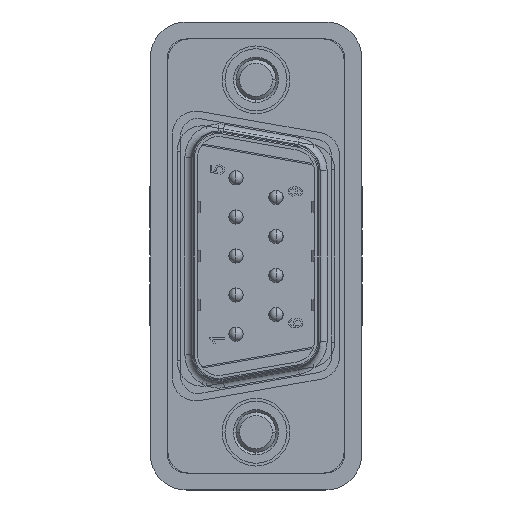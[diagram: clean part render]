
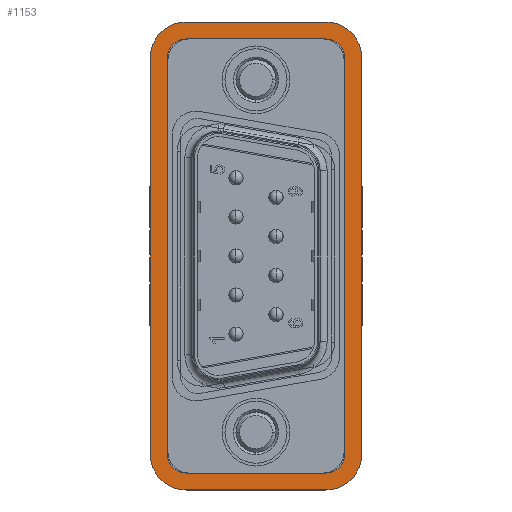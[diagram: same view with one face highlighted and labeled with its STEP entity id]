
A CAD part, left-side view. The second image highlights one B-rep face of the part: STEP entity #1153.
In plain terms, the highlighted face is planar.
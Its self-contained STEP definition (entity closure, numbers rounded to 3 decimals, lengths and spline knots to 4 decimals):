
#1153 = ADVANCED_FACE ( 'NONE', ( #13322, #13325 ), #54610, .F. ) ;
#13322 = FACE_BOUND ( 'NONE', #22739, .T. ) ;
#13325 = FACE_OUTER_BOUND ( 'NONE', #22722, .T. ) ;
#19513 = AXIS2_PLACEMENT_3D ( 'NONE', #54602, #54620, #54622 ) ;
#19907 = AXIS2_PLACEMENT_3D ( 'NONE', #61741, #61744, #61747 ) ;
#19908 = AXIS2_PLACEMENT_3D ( 'NONE', #61759, #61762, #61765 ) ;
#19909 = AXIS2_PLACEMENT_3D ( 'NONE', #61778, #61780, #61782 ) ;
#19910 = AXIS2_PLACEMENT_3D ( 'NONE', #61796, #61799, #61801 ) ;
#19911 = AXIS2_PLACEMENT_3D ( 'NONE', #61812, #61814, #61816 ) ;
#19912 = AXIS2_PLACEMENT_3D ( 'NONE', #61821, #61824, #61827 ) ;
#19913 = AXIS2_PLACEMENT_3D ( 'NONE', #61835, #61837, #61840 ) ;
#19914 = AXIS2_PLACEMENT_3D ( 'NONE', #61849, #61851, #61853 ) ;
#22722 = EDGE_LOOP ( 'NONE', ( #32157, #32160, #32162, #32164, #32166, #32168, #32170, #32173 ) ) ;
#22739 = EDGE_LOOP ( 'NONE', ( #32140, #32142, #32144, #32147, #32149, #32151, #32153, #32155 ) ) ;
#24536 = EDGE_CURVE ( 'NONE', #42825, #42942, #70000, .T. ) ;
#24561 = EDGE_CURVE ( 'NONE', #30123, #42937, #70099, .T. ) ;
#24600 = EDGE_CURVE ( 'NONE', #42894, #42916, #70229, .T. ) ;
#24603 = EDGE_CURVE ( 'NONE', #42918, #42914, #70243, .T. ) ;
#24604 = EDGE_CURVE ( 'NONE', #42926, #42918, #70206, .T. ) ;
#24605 = EDGE_CURVE ( 'NONE', #42913, #42926, #70249, .T. ) ;
#24606 = EDGE_CURVE ( 'NONE', #42915, #42913, #70254, .T. ) ;
#24607 = EDGE_CURVE ( 'NONE', #42922, #42915, #70257, .T. ) ;
#24608 = EDGE_CURVE ( 'NONE', #42912, #42922, #70261, .T. ) ;
#24609 = EDGE_CURVE ( 'NONE', #42911, #42912, #70265, .T. ) ;
#24610 = EDGE_CURVE ( 'NONE', #42914, #42911, #70270, .T. ) ;
#24611 = EDGE_CURVE ( 'NONE', #42910, #42906, #70273, .T. ) ;
#24612 = EDGE_CURVE ( 'NONE', #42910, #42942, #70277, .T. ) ;
#24613 = EDGE_CURVE ( 'NONE', #42825, #42894, #70286, .T. ) ;
#24614 = EDGE_CURVE ( 'NONE', #42916, #30123, #70289, .T. ) ;
#24615 = EDGE_CURVE ( 'NONE', #42937, #42906, #70291, .T. ) ;
#30123 = VERTEX_POINT ( 'NONE', #76794 ) ;
#32140 = ORIENTED_EDGE ( 'NONE', *, *, #24603, .F. ) ;
#32142 = ORIENTED_EDGE ( 'NONE', *, *, #24604, .F. ) ;
#32144 = ORIENTED_EDGE ( 'NONE', *, *, #24605, .F. ) ;
#32147 = ORIENTED_EDGE ( 'NONE', *, *, #24606, .F. ) ;
#32149 = ORIENTED_EDGE ( 'NONE', *, *, #24607, .F. ) ;
#32151 = ORIENTED_EDGE ( 'NONE', *, *, #24608, .F. ) ;
#32153 = ORIENTED_EDGE ( 'NONE', *, *, #24609, .F. ) ;
#32155 = ORIENTED_EDGE ( 'NONE', *, *, #24610, .F. ) ;
#32157 = ORIENTED_EDGE ( 'NONE', *, *, #24611, .F. ) ;
#32160 = ORIENTED_EDGE ( 'NONE', *, *, #24612, .T. ) ;
#32162 = ORIENTED_EDGE ( 'NONE', *, *, #24536, .F. ) ;
#32164 = ORIENTED_EDGE ( 'NONE', *, *, #24613, .T. ) ;
#32166 = ORIENTED_EDGE ( 'NONE', *, *, #24600, .T. ) ;
#32168 = ORIENTED_EDGE ( 'NONE', *, *, #24614, .T. ) ;
#32170 = ORIENTED_EDGE ( 'NONE', *, *, #24561, .T. ) ;
#32173 = ORIENTED_EDGE ( 'NONE', *, *, #24615, .T. ) ;
#42825 = VERTEX_POINT ( 'NONE', #68365 ) ;
#42894 = VERTEX_POINT ( 'NONE', #68434 ) ;
#42906 = VERTEX_POINT ( 'NONE', #68446 ) ;
#42910 = VERTEX_POINT ( 'NONE', #68450 ) ;
#42911 = VERTEX_POINT ( 'NONE', #68451 ) ;
#42912 = VERTEX_POINT ( 'NONE', #68452 ) ;
#42913 = VERTEX_POINT ( 'NONE', #68453 ) ;
#42914 = VERTEX_POINT ( 'NONE', #68454 ) ;
#42915 = VERTEX_POINT ( 'NONE', #68455 ) ;
#42916 = VERTEX_POINT ( 'NONE', #68456 ) ;
#42918 = VERTEX_POINT ( 'NONE', #68458 ) ;
#42922 = VERTEX_POINT ( 'NONE', #68462 ) ;
#42926 = VERTEX_POINT ( 'NONE', #68466 ) ;
#42937 = VERTEX_POINT ( 'NONE', #68478 ) ;
#42942 = VERTEX_POINT ( 'NONE', #68487 ) ;
#54602 = CARTESIAN_POINT ( 'NONE',  ( 0.6535, 0.2953, 0. ) ) ;
#54610 = PLANE ( 'NONE',  #19513 ) ;
#54620 = DIRECTION ( 'NONE',  ( 0., 0., -1. ) ) ;
#54622 = DIRECTION ( 'NONE',  ( -1., 0., 0. ) ) ;
#61099 = CARTESIAN_POINT ( 'NONE',  ( 0.6535, 0.2953, 0. ) ) ;
#61102 = DIRECTION ( 'NONE',  ( 1., 0., 0. ) ) ;
#61250 = CARTESIAN_POINT ( 'NONE',  ( 0.6535, -0.2953, 0. ) ) ;
#61255 = DIRECTION ( 'NONE',  ( 1., 0., 0. ) ) ;
#61688 = CARTESIAN_POINT ( 'NONE',  ( -0.6535, 0.2953, 0. ) ) ;
#61692 = DIRECTION ( 'NONE',  ( 0., -1., 0. ) ) ;
#61726 = CARTESIAN_POINT ( 'NONE',  ( -0.6063, 0.1953, 0. ) ) ;
#61728 = DIRECTION ( 'NONE',  ( -1., 0., 0. ) ) ;
#61731 = DIRECTION ( 'NONE',  ( 0., -1., 0. ) ) ;
#61739 = CARTESIAN_POINT ( 'NONE',  ( 0.5535, 0.248, 0. ) ) ;
#61741 = CARTESIAN_POINT ( 'NONE',  ( -0.5535, 0.1953, 0. ) ) ;
#61744 = DIRECTION ( 'NONE',  ( 0., 0., 1. ) ) ;
#61747 = DIRECTION ( 'NONE',  ( 1., 0., 0. ) ) ;
#61750 = DIRECTION ( 'NONE',  ( 0., 1., 0. ) ) ;
#61757 = CARTESIAN_POINT ( 'NONE',  ( 0.6063, -0.1953, 0. ) ) ;
#61759 = CARTESIAN_POINT ( 'NONE',  ( 0.5535, 0.1953, 0. ) ) ;
#61762 = DIRECTION ( 'NONE',  ( 0., 0., 1. ) ) ;
#61765 = DIRECTION ( 'NONE',  ( 1., 0., 0. ) ) ;
#61768 = DIRECTION ( 'NONE',  ( 1., 0., 0. ) ) ;
#61776 = CARTESIAN_POINT ( 'NONE',  ( -0.5535, -0.248, 0. ) ) ;
#61778 = CARTESIAN_POINT ( 'NONE',  ( 0.5535, -0.1953, 0. ) ) ;
#61780 = DIRECTION ( 'NONE',  ( 0., 0., 1. ) ) ;
#61782 = DIRECTION ( 'NONE',  ( 1., 0., 0. ) ) ;
#61784 = DIRECTION ( 'NONE',  ( 0., -1., 0. ) ) ;
#61793 = CARTESIAN_POINT ( 'NONE',  ( 0.6535, 0.2953, 0. ) ) ;
#61796 = CARTESIAN_POINT ( 'NONE',  ( -0.5535, -0.1953, 0. ) ) ;
#61799 = DIRECTION ( 'NONE',  ( 0., 0., 1. ) ) ;
#61801 = DIRECTION ( 'NONE',  ( 1., 0., 0. ) ) ;
#61812 = CARTESIAN_POINT ( 'NONE',  ( 0.5535, 0.1953, 0. ) ) ;
#61814 = DIRECTION ( 'NONE',  ( 0., 0., 1. ) ) ;
#61816 = DIRECTION ( 'NONE',  ( -1., 0., 0. ) ) ;
#61821 = CARTESIAN_POINT ( 'NONE',  ( -0.5535, 0.1953, 0. ) ) ;
#61824 = DIRECTION ( 'NONE',  ( 0., 0., 1. ) ) ;
#61827 = DIRECTION ( 'NONE',  ( -1., 0., 0. ) ) ;
#61835 = CARTESIAN_POINT ( 'NONE',  ( -0.5535, -0.1953, 0. ) ) ;
#61837 = DIRECTION ( 'NONE',  ( 0., 0., 1. ) ) ;
#61840 = DIRECTION ( 'NONE',  ( -1., 0., 0. ) ) ;
#61849 = CARTESIAN_POINT ( 'NONE',  ( 0.5535, -0.1953, 0. ) ) ;
#61851 = DIRECTION ( 'NONE',  ( 0., 0., 1. ) ) ;
#61853 = DIRECTION ( 'NONE',  ( -1., 0., 0. ) ) ;
#68365 = CARTESIAN_POINT ( 'NONE',  ( -0.5535, 0.2953, 0. ) ) ;
#68434 = CARTESIAN_POINT ( 'NONE',  ( -0.6535, 0.1953, 0. ) ) ;
#68446 = CARTESIAN_POINT ( 'NONE',  ( 0.6535, -0.1953, 0. ) ) ;
#68450 = CARTESIAN_POINT ( 'NONE',  ( 0.6535, 0.1953, 0. ) ) ;
#68451 = CARTESIAN_POINT ( 'NONE',  ( -0.5535, -0.248, 0. ) ) ;
#68452 = CARTESIAN_POINT ( 'NONE',  ( 0.5535, -0.248, 0. ) ) ;
#68453 = CARTESIAN_POINT ( 'NONE',  ( 0.5535, 0.248, 0. ) ) ;
#68454 = CARTESIAN_POINT ( 'NONE',  ( -0.6063, -0.1953, 0. ) ) ;
#68455 = CARTESIAN_POINT ( 'NONE',  ( 0.6063, 0.1953, 0. ) ) ;
#68456 = CARTESIAN_POINT ( 'NONE',  ( -0.6535, -0.1953, 0. ) ) ;
#68458 = CARTESIAN_POINT ( 'NONE',  ( -0.6063, 0.1953, 0. ) ) ;
#68462 = CARTESIAN_POINT ( 'NONE',  ( 0.6063, -0.1953, 0. ) ) ;
#68466 = CARTESIAN_POINT ( 'NONE',  ( -0.5535, 0.248, 0. ) ) ;
#68478 = CARTESIAN_POINT ( 'NONE',  ( 0.5535, -0.2953, 0. ) ) ;
#68487 = CARTESIAN_POINT ( 'NONE',  ( 0.5535, 0.2953, 0. ) ) ;
#70000 = LINE ( 'NONE', #61099, #70006 ) ;
#70006 = VECTOR ( 'NONE', #61102, 39.3701 ) ;
#70099 = LINE ( 'NONE', #61250, #70106 ) ;
#70106 = VECTOR ( 'NONE', #61255, 39.3701 ) ;
#70206 = CIRCLE ( 'NONE', #19907, 0.0528 ) ;
#70229 = LINE ( 'NONE', #61688, #70235 ) ;
#70235 = VECTOR ( 'NONE', #61692, 39.3701 ) ;
#70243 = LINE ( 'NONE', #61726, #70251 ) ;
#70249 = LINE ( 'NONE', #61739, #70259 ) ;
#70251 = VECTOR ( 'NONE', #61731, 39.3701 ) ;
#70254 = CIRCLE ( 'NONE', #19908, 0.0528 ) ;
#70257 = LINE ( 'NONE', #61757, #70267 ) ;
#70259 = VECTOR ( 'NONE', #61728, 39.3701 ) ;
#70261 = CIRCLE ( 'NONE', #19909, 0.0528 ) ;
#70265 = LINE ( 'NONE', #61776, #70275 ) ;
#70267 = VECTOR ( 'NONE', #61750, 39.3701 ) ;
#70270 = CIRCLE ( 'NONE', #19910, 0.0528 ) ;
#70273 = LINE ( 'NONE', #61793, #70283 ) ;
#70275 = VECTOR ( 'NONE', #61768, 39.3701 ) ;
#70277 = CIRCLE ( 'NONE', #19911, 0.1 ) ;
#70283 = VECTOR ( 'NONE', #61784, 39.3701 ) ;
#70286 = CIRCLE ( 'NONE', #19912, 0.1 ) ;
#70289 = CIRCLE ( 'NONE', #19913, 0.1 ) ;
#70291 = CIRCLE ( 'NONE', #19914, 0.1 ) ;
#76794 = CARTESIAN_POINT ( 'NONE',  ( -0.5535, -0.2953, 0. ) ) ;
